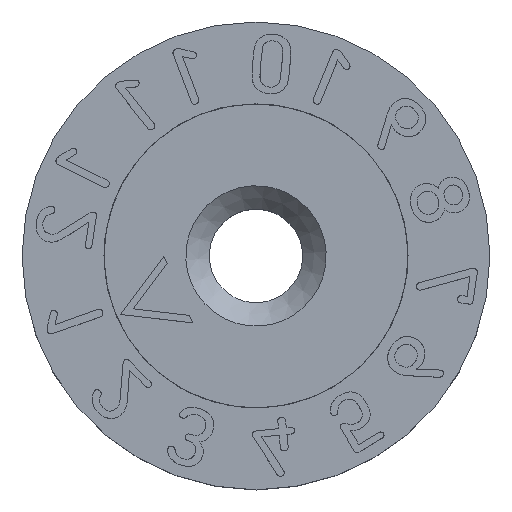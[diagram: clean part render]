
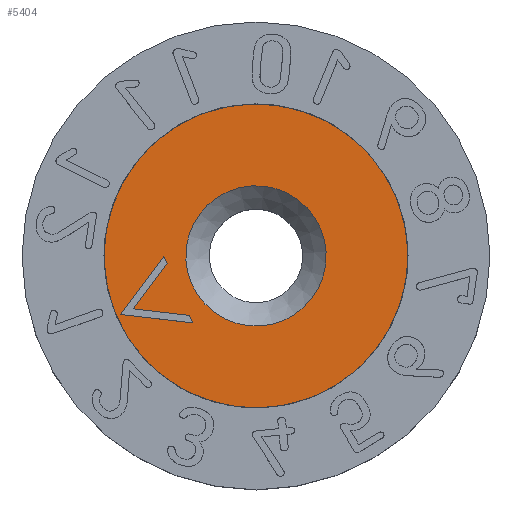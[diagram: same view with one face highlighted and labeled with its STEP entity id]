
A CAD part, top view. The second image highlights one B-rep face of the part: STEP entity #5404.
In plain terms, the highlighted planar face has unit normal (0, 0, 1).
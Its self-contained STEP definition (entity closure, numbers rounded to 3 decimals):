
#46=CIRCLE('',#5583,3.);
#49=CIRCLE('',#5588,6.5);
#76=FACE_BOUND('',#790,.T.);
#77=FACE_BOUND('',#791,.T.);
#180=PLANE('',#5587);
#472=FACE_OUTER_BOUND('',#789,.T.);
#789=EDGE_LOOP('',(#4913));
#790=EDGE_LOOP('',(#4914,#4915,#4916,#4917,#4918,#4919));
#791=EDGE_LOOP('',(#4920));
#1195=LINE('',#10290,#1614);
#1199=LINE('',#10298,#1618);
#1202=LINE('',#10304,#1621);
#1205=LINE('',#10310,#1624);
#1208=LINE('',#10316,#1627);
#1211=LINE('',#10321,#1630);
#1614=VECTOR('',#6219,10.);
#1618=VECTOR('',#6225,10.);
#1621=VECTOR('',#6230,10.);
#1624=VECTOR('',#6235,10.);
#1627=VECTOR('',#6240,10.);
#1630=VECTOR('',#6245,10.);
#2514=VERTEX_POINT('',#10288);
#2515=VERTEX_POINT('',#10289);
#2518=VERTEX_POINT('',#10297);
#2520=VERTEX_POINT('',#10303);
#2522=VERTEX_POINT('',#10309);
#2524=VERTEX_POINT('',#10315);
#2526=VERTEX_POINT('',#10325);
#2529=VERTEX_POINT('',#10335);
#3304=EDGE_CURVE('',#2514,#2515,#1195,.T.);
#3308=EDGE_CURVE('',#2515,#2518,#1199,.T.);
#3311=EDGE_CURVE('',#2518,#2520,#1202,.T.);
#3314=EDGE_CURVE('',#2520,#2522,#1205,.T.);
#3317=EDGE_CURVE('',#2522,#2524,#1208,.T.);
#3320=EDGE_CURVE('',#2524,#2514,#1211,.T.);
#3322=EDGE_CURVE('',#2526,#2526,#46,.T.);
#3327=EDGE_CURVE('',#2529,#2529,#49,.T.);
#4913=ORIENTED_EDGE('',*,*,#3327,.T.);
#4914=ORIENTED_EDGE('',*,*,#3304,.T.);
#4915=ORIENTED_EDGE('',*,*,#3308,.T.);
#4916=ORIENTED_EDGE('',*,*,#3311,.T.);
#4917=ORIENTED_EDGE('',*,*,#3314,.T.);
#4918=ORIENTED_EDGE('',*,*,#3317,.T.);
#4919=ORIENTED_EDGE('',*,*,#3320,.T.);
#4920=ORIENTED_EDGE('',*,*,#3322,.F.);
#5404=ADVANCED_FACE('',(#472,#76,#77),#180,.T.);
#5583=AXIS2_PLACEMENT_3D('',#10326,#6251,#6252);
#5587=AXIS2_PLACEMENT_3D('',#10334,#6261,#6262);
#5588=AXIS2_PLACEMENT_3D('',#10336,#6263,#6264);
#6219=DIRECTION('',(0.,-1.,0.));
#6225=DIRECTION('',(-0.866,0.5,0.));
#6230=DIRECTION('',(0.866,0.5,0.));
#6235=DIRECTION('',(0.,-1.,0.));
#6240=DIRECTION('',(-0.866,-0.5,0.));
#6245=DIRECTION('',(0.866,-0.5,0.));
#6251=DIRECTION('center_axis',(0.,0.,1.));
#6252=DIRECTION('ref_axis',(-1.,0.,0.));
#6261=DIRECTION('center_axis',(0.,0.,1.));
#6262=DIRECTION('ref_axis',(1.,0.,0.));
#6263=DIRECTION('center_axis',(0.,0.,1.));
#6264=DIRECTION('ref_axis',(1.,0.,0.));
#10288=CARTESIAN_POINT('',(-3.621,-1.208,4.8));
#10289=CARTESIAN_POINT('',(-3.621,-1.555,4.8));
#10290=CARTESIAN_POINT('',(-3.621,-0.777,4.8));
#10297=CARTESIAN_POINT('',(-6.314,0.,4.8));
#10298=CARTESIAN_POINT('',(-3.946,-1.367,4.8));
#10303=CARTESIAN_POINT('',(-3.621,1.555,4.8));
#10304=CARTESIAN_POINT('',(-2.6,2.144,4.8));
#10309=CARTESIAN_POINT('',(-3.621,1.208,4.8));
#10310=CARTESIAN_POINT('',(-3.621,0.604,4.8));
#10315=CARTESIAN_POINT('',(-5.714,0.,4.8));
#10316=CARTESIAN_POINT('',(-3.571,1.237,4.8));
#10321=CARTESIAN_POINT('',(-2.525,-1.841,4.8));
#10325=CARTESIAN_POINT('',(3.,0.,4.8));
#10326=CARTESIAN_POINT('Origin',(0.,0.,4.8));
#10334=CARTESIAN_POINT('Origin',(0.,0.,4.8));
#10335=CARTESIAN_POINT('',(-6.5,0.,4.8));
#10336=CARTESIAN_POINT('Origin',(0.,0.,4.8));
